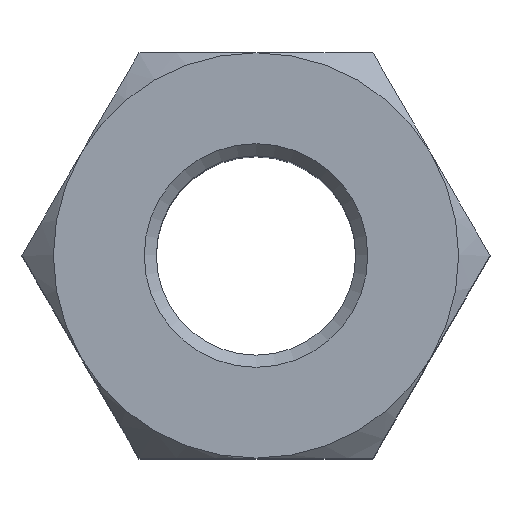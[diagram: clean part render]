
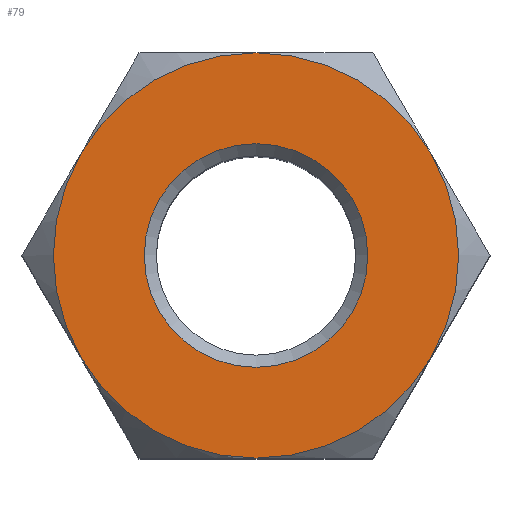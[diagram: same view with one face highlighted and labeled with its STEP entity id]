
A CAD part, top view. The second image highlights one B-rep face of the part: STEP entity #79.
In plain terms, the highlighted planar face has unit normal (0, 0, 1).
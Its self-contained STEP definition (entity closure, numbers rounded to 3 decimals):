
#79 = ADVANCED_FACE( '', ( #162, #163 ), #164, .T. );
#162 = FACE_BOUND( '', #243, .T. );
#163 = FACE_OUTER_BOUND( '', #244, .T. );
#164 = PLANE( '', #245 );
#243 = EDGE_LOOP( '', ( #391 ) );
#244 = EDGE_LOOP( '', ( #392, #393, #394, #395, #396, #397 ) );
#245 = AXIS2_PLACEMENT_3D( '', #398, #399, #400 );
#391 = ORIENTED_EDGE( '', *, *, #500, .T. );
#392 = ORIENTED_EDGE( '', *, *, #497, .F. );
#393 = ORIENTED_EDGE( '', *, *, #502, .F. );
#394 = ORIENTED_EDGE( '', *, *, #507, .F. );
#395 = ORIENTED_EDGE( '', *, *, #508, .T. );
#396 = ORIENTED_EDGE( '', *, *, #493, .F. );
#397 = ORIENTED_EDGE( '', *, *, #488, .F. );
#398 = CARTESIAN_POINT( '', ( 0., 0., 7.5 ) );
#399 = DIRECTION( '', ( 0., 0., 1. ) );
#400 = DIRECTION( '', ( 1., 0., 0. ) );
#488 = EDGE_CURVE( '', #524, #579, #580, .F. );
#493 = EDGE_CURVE( '', #579, #586, #587, .F. );
#497 = EDGE_CURVE( '', #552, #524, #592, .F. );
#500 = EDGE_CURVE( '', #595, #595, #596, .T. );
#502 = EDGE_CURVE( '', #542, #552, #598, .F. );
#507 = EDGE_CURVE( '', #564, #542, #604, .F. );
#508 = EDGE_CURVE( '', #564, #586, #605, .T. );
#524 = VERTEX_POINT( '', #629 );
#542 = VERTEX_POINT( '', #677 );
#552 = VERTEX_POINT( '', #712 );
#564 = VERTEX_POINT( '', #749 );
#579 = VERTEX_POINT( '', #792 );
#580 = CIRCLE( '', #793, 5. );
#586 = VERTEX_POINT( '', #806 );
#587 = CIRCLE( '', #807, 5. );
#592 = CIRCLE( '', #824, 5. );
#595 = VERTEX_POINT( '', #827 );
#596 = CIRCLE( '', #828, 2.759 );
#598 = CIRCLE( '', #830, 5. );
#604 = CIRCLE( '', #848, 5. );
#605 = CIRCLE( '', #849, 5. );
#629 = CARTESIAN_POINT( '', ( 0., -5., 7.5 ) );
#677 = CARTESIAN_POINT( '', ( 4.33, 2.5, 7.5 ) );
#712 = CARTESIAN_POINT( '', ( 4.33, -2.5, 7.5 ) );
#749 = CARTESIAN_POINT( '', ( 0., 5., 7.5 ) );
#792 = CARTESIAN_POINT( '', ( -4.33, -2.5, 7.5 ) );
#793 = AXIS2_PLACEMENT_3D( '', #899, #900, #901 );
#806 = CARTESIAN_POINT( '', ( -4.33, 2.5, 7.5 ) );
#807 = AXIS2_PLACEMENT_3D( '', #905, #906, #907 );
#824 = AXIS2_PLACEMENT_3D( '', #908, #909, #910 );
#827 = CARTESIAN_POINT( '', ( 0., 2.759, 7.5 ) );
#828 = AXIS2_PLACEMENT_3D( '', #911, #912, #913 );
#830 = AXIS2_PLACEMENT_3D( '', #914, #915, #916 );
#848 = AXIS2_PLACEMENT_3D( '', #917, #918, #919 );
#849 = AXIS2_PLACEMENT_3D( '', #920, #921, #922 );
#899 = CARTESIAN_POINT( '', ( 0., 0., 7.5 ) );
#900 = DIRECTION( '', ( 0., 0., 1. ) );
#901 = DIRECTION( '', ( 1., 0., 0. ) );
#905 = CARTESIAN_POINT( '', ( 0., 0., 7.5 ) );
#906 = DIRECTION( '', ( 0., 0., 1. ) );
#907 = DIRECTION( '', ( 1., 0., 0. ) );
#908 = CARTESIAN_POINT( '', ( 0., 0., 7.5 ) );
#909 = DIRECTION( '', ( 0., 0., 1. ) );
#910 = DIRECTION( '', ( 1., 0., 0. ) );
#911 = CARTESIAN_POINT( '', ( 0., 0., 7.5 ) );
#912 = DIRECTION( '', ( 0., 0., -1. ) );
#913 = DIRECTION( '', ( 0., 1., 0. ) );
#914 = CARTESIAN_POINT( '', ( 0., 0., 7.5 ) );
#915 = DIRECTION( '', ( 0., 0., 1. ) );
#916 = DIRECTION( '', ( 1., 0., 0. ) );
#917 = CARTESIAN_POINT( '', ( 0., 0., 7.5 ) );
#918 = DIRECTION( '', ( 0., 0., 1. ) );
#919 = DIRECTION( '', ( 1., 0., 0. ) );
#920 = CARTESIAN_POINT( '', ( 0., 0., 7.5 ) );
#921 = DIRECTION( '', ( 0., 0., 1. ) );
#922 = DIRECTION( '', ( 1., 0., 0. ) );
